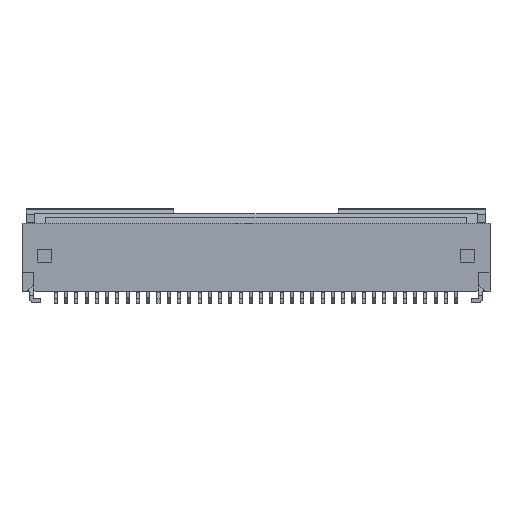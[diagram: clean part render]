
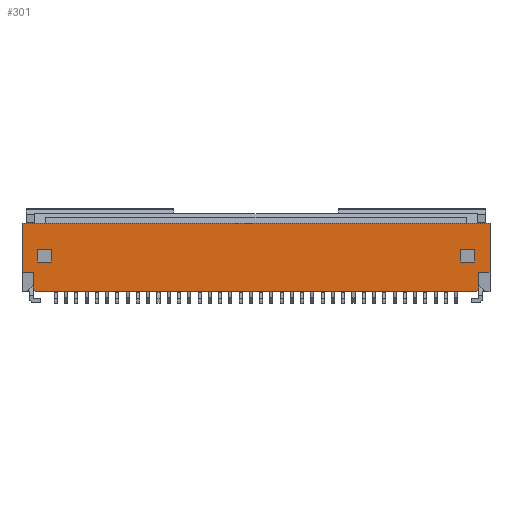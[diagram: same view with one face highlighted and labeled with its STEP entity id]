
A CAD part, top view. The second image highlights one B-rep face of the part: STEP entity #301.
In plain terms, the highlighted planar face has unit normal (0, 0, 1).
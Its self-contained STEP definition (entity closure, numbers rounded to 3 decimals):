
#301=ADVANCED_FACE('',(#1947,#1948,#1949),#1950,.T.);
#1947=FACE_OUTER_BOUND('',#4941,.T.);
#1948=FACE_BOUND('',#4942,.T.);
#1949=FACE_BOUND('',#4943,.T.);
#1950=PLANE('',#4944);
#4941=EDGE_LOOP('',(#8489,#8490,#8491,#8492,#8493,#8494,#8495,#8496,#8497,#8498,#8499,#8500,#8501,#8502));
#4942=EDGE_LOOP('',(#8503,#8504,#8505,#8506));
#4943=EDGE_LOOP('',(#8507,#8508,#8509,#8510));
#4944=AXIS2_PLACEMENT_3D('',#8511,#8512,#8513);
#8489=ORIENTED_EDGE('',*,*,#21260,.F.);
#8490=ORIENTED_EDGE('',*,*,#21261,.T.);
#8491=ORIENTED_EDGE('',*,*,#20995,.T.);
#8492=ORIENTED_EDGE('',*,*,#21262,.T.);
#8493=ORIENTED_EDGE('',*,*,#21263,.T.);
#8494=ORIENTED_EDGE('',*,*,#21264,.T.);
#8495=ORIENTED_EDGE('',*,*,#21265,.T.);
#8496=ORIENTED_EDGE('',*,*,#21254,.T.);
#8497=ORIENTED_EDGE('',*,*,#21195,.F.);
#8498=ORIENTED_EDGE('',*,*,#21266,.F.);
#8499=ORIENTED_EDGE('',*,*,#20959,.T.);
#8500=ORIENTED_EDGE('',*,*,#21251,.T.);
#8501=ORIENTED_EDGE('',*,*,#21267,.F.);
#8502=ORIENTED_EDGE('',*,*,#21268,.F.);
#8503=ORIENTED_EDGE('',*,*,#21269,.F.);
#8504=ORIENTED_EDGE('',*,*,#21270,.F.);
#8505=ORIENTED_EDGE('',*,*,#21271,.T.);
#8506=ORIENTED_EDGE('',*,*,#21272,.T.);
#8507=ORIENTED_EDGE('',*,*,#21273,.F.);
#8508=ORIENTED_EDGE('',*,*,#21274,.F.);
#8509=ORIENTED_EDGE('',*,*,#21275,.T.);
#8510=ORIENTED_EDGE('',*,*,#21276,.T.);
#8511=CARTESIAN_POINT('',(-11.4,3.34,1.4));
#8512=DIRECTION('',(0.0,0.0,1.0));
#8513=DIRECTION('',(1.0,0.0,0.0));
#20959=EDGE_CURVE('',#25614,#25612,#25615,.T.);
#20995=EDGE_CURVE('',#25682,#25683,#25684,.T.);
#21195=EDGE_CURVE('',#26073,#26075,#26076,.T.);
#21251=EDGE_CURVE('',#25612,#26171,#26173,.T.);
#21254=EDGE_CURVE('',#26175,#26075,#26178,.T.);
#21260=EDGE_CURVE('',#26187,#26188,#26189,.T.);
#21261=EDGE_CURVE('',#26187,#25682,#26190,.T.);
#21262=EDGE_CURVE('',#25683,#26191,#26192,.T.);
#21263=EDGE_CURVE('',#26191,#26193,#26194,.T.);
#21264=EDGE_CURVE('',#26193,#26195,#26196,.T.);
#21265=EDGE_CURVE('',#26195,#26175,#26197,.T.);
#21266=EDGE_CURVE('',#25614,#26073,#26198,.T.);
#21267=EDGE_CURVE('',#26199,#26171,#26200,.T.);
#21268=EDGE_CURVE('',#26188,#26199,#26201,.T.);
#21269=EDGE_CURVE('',#26202,#26203,#26204,.T.);
#21270=EDGE_CURVE('',#26205,#26202,#26206,.T.);
#21271=EDGE_CURVE('',#26205,#26207,#26208,.T.);
#21272=EDGE_CURVE('',#26207,#26203,#26209,.T.);
#21273=EDGE_CURVE('',#26210,#26211,#26212,.T.);
#21274=EDGE_CURVE('',#26213,#26210,#26214,.T.);
#21275=EDGE_CURVE('',#26213,#26215,#26216,.T.);
#21276=EDGE_CURVE('',#26215,#26211,#26217,.T.);
#25612=VERTEX_POINT('',#32851);
#25614=VERTEX_POINT('',#32854);
#25615=LINE('',#32855,#32856);
#25682=VERTEX_POINT('',#32957);
#25683=VERTEX_POINT('',#32958);
#25684=LINE('',#32959,#32960);
#26073=VERTEX_POINT('',#33546);
#26075=VERTEX_POINT('',#33549);
#26076=LINE('',#33550,#33551);
#26171=VERTEX_POINT('',#33700);
#26173=LINE('',#33703,#33704);
#26175=VERTEX_POINT('',#33706);
#26178=LINE('',#33711,#33712);
#26187=VERTEX_POINT('',#33726);
#26188=VERTEX_POINT('',#33727);
#26189=LINE('',#33728,#33729);
#26190=LINE('',#33730,#33731);
#26191=VERTEX_POINT('',#33732);
#26192=LINE('',#33733,#33734);
#26193=VERTEX_POINT('',#33735);
#26194=LINE('',#33736,#33737);
#26195=VERTEX_POINT('',#33738);
#26196=LINE('',#33739,#33740);
#26197=LINE('',#33741,#33742);
#26198=LINE('',#33743,#33744);
#26199=VERTEX_POINT('',#33745);
#26200=LINE('',#33746,#33747);
#26201=LINE('',#33748,#33749);
#26202=VERTEX_POINT('',#33750);
#26203=VERTEX_POINT('',#33751);
#26204=LINE('',#33752,#33753);
#26205=VERTEX_POINT('',#33754);
#26206=LINE('',#33755,#33756);
#26207=VERTEX_POINT('',#33757);
#26208=LINE('',#33758,#33759);
#26209=LINE('',#33760,#33761);
#26210=VERTEX_POINT('',#33762);
#26211=VERTEX_POINT('',#33763);
#26212=LINE('',#33764,#33765);
#26213=VERTEX_POINT('',#33766);
#26214=LINE('',#33767,#33768);
#26215=VERTEX_POINT('',#33769);
#26216=LINE('',#33770,#33771);
#26217=LINE('',#33772,#33773);
#32851=CARTESIAN_POINT('',(-11.4,0.94,1.4));
#32854=CARTESIAN_POINT('',(-11.4,3.34,1.4));
#32855=CARTESIAN_POINT('',(-11.4,3.34,1.4));
#32856=VECTOR('',#43887,2.4);
#32957=CARTESIAN_POINT('',(-10.75,0.0,1.4));
#32958=CARTESIAN_POINT('',(10.75,0.0,1.4));
#32959=CARTESIAN_POINT('',(-10.75,0.0,1.4));
#32960=VECTOR('',#43925,21.5);
#33546=CARTESIAN_POINT('',(11.4,3.34,1.4));
#33549=CARTESIAN_POINT('',(11.4,0.94,1.4));
#33550=CARTESIAN_POINT('',(11.4,3.34,1.4));
#33551=VECTOR('',#44127,2.4);
#33700=CARTESIAN_POINT('',(-10.85,0.94,1.4));
#33703=CARTESIAN_POINT('',(-11.4,0.94,1.4));
#33704=VECTOR('',#44183,0.55);
#33706=CARTESIAN_POINT('',(10.85,0.94,1.4));
#33711=CARTESIAN_POINT('',(10.85,0.94,1.4));
#33712=VECTOR('',#44186,0.55);
#33726=CARTESIAN_POINT('',(-10.85,0.1,1.4));
#33727=CARTESIAN_POINT('',(-10.85,0.17,1.4));
#33728=CARTESIAN_POINT('',(-10.85,0.1,1.4));
#33729=VECTOR('',#44192,0.07);
#33730=CARTESIAN_POINT('',(-10.85,0.1,1.4));
#33731=VECTOR('',#44193,0.141);
#33732=CARTESIAN_POINT('',(10.85,0.1,1.4));
#33733=CARTESIAN_POINT('',(10.75,0.0,1.4));
#33734=VECTOR('',#44194,0.141);
#33735=CARTESIAN_POINT('',(10.85,0.17,1.4));
#33736=CARTESIAN_POINT('',(10.85,0.1,1.4));
#33737=VECTOR('',#44195,0.07);
#33738=CARTESIAN_POINT('',(10.85,0.34,1.4));
#33739=CARTESIAN_POINT('',(10.85,0.17,1.4));
#33740=VECTOR('',#44196,0.17);
#33741=CARTESIAN_POINT('',(10.85,0.34,1.4));
#33742=VECTOR('',#44197,0.6);
#33743=CARTESIAN_POINT('',(-11.4,3.34,1.4));
#33744=VECTOR('',#44198,22.8);
#33745=CARTESIAN_POINT('',(-10.85,0.34,1.4));
#33746=CARTESIAN_POINT('',(-10.85,0.34,1.4));
#33747=VECTOR('',#44199,0.6);
#33748=CARTESIAN_POINT('',(-10.85,0.17,1.4));
#33749=VECTOR('',#44200,0.17);
#33750=CARTESIAN_POINT('',(10.65,1.44,1.4));
#33751=CARTESIAN_POINT('',(10.65,2.04,1.4));
#33752=CARTESIAN_POINT('',(10.65,1.44,1.4));
#33753=VECTOR('',#44201,0.6);
#33754=CARTESIAN_POINT('',(9.95,1.44,1.4));
#33755=CARTESIAN_POINT('',(9.95,1.44,1.4));
#33756=VECTOR('',#44202,0.7);
#33757=CARTESIAN_POINT('',(9.95,2.04,1.4));
#33758=CARTESIAN_POINT('',(9.95,1.44,1.4));
#33759=VECTOR('',#44203,0.6);
#33760=CARTESIAN_POINT('',(9.95,2.04,1.4));
#33761=VECTOR('',#44204,0.7);
#33762=CARTESIAN_POINT('',(-9.95,1.44,1.4));
#33763=CARTESIAN_POINT('',(-9.95,2.04,1.4));
#33764=CARTESIAN_POINT('',(-9.95,1.44,1.4));
#33765=VECTOR('',#44205,0.6);
#33766=CARTESIAN_POINT('',(-10.65,1.44,1.4));
#33767=CARTESIAN_POINT('',(-10.65,1.44,1.4));
#33768=VECTOR('',#44206,0.7);
#33769=CARTESIAN_POINT('',(-10.65,2.04,1.4));
#33770=CARTESIAN_POINT('',(-10.65,1.44,1.4));
#33771=VECTOR('',#44207,0.6);
#33772=CARTESIAN_POINT('',(-10.65,2.04,1.4));
#33773=VECTOR('',#44208,0.7);
#43887=DIRECTION('',(0.0,-1.0,0.0));
#43925=DIRECTION('',(1.0,0.0,0.0));
#44127=DIRECTION('',(0.0,-1.0,0.0));
#44183=DIRECTION('',(1.0,0.0,0.0));
#44186=DIRECTION('',(1.0,0.0,0.0));
#44192=DIRECTION('',(0.,1.0,0.0));
#44193=DIRECTION('',(0.707,-0.707,0.0));
#44194=DIRECTION('',(0.707,0.707,0.0));
#44195=DIRECTION('',(0.0,1.0,0.0));
#44196=DIRECTION('',(0.,1.0,0.0));
#44197=DIRECTION('',(0.0,1.0,0.0));
#44198=DIRECTION('',(1.0,0.0,0.0));
#44199=DIRECTION('',(0.0,1.0,0.0));
#44200=DIRECTION('',(0.,1.0,0.0));
#44201=DIRECTION('',(0.0,1.0,0.0));
#44202=DIRECTION('',(1.0,0.0,0.0));
#44203=DIRECTION('',(0.0,1.0,0.0));
#44204=DIRECTION('',(1.0,0.0,0.0));
#44205=DIRECTION('',(0.0,1.0,0.0));
#44206=DIRECTION('',(1.0,0.0,0.0));
#44207=DIRECTION('',(0.0,1.0,0.0));
#44208=DIRECTION('',(1.0,0.0,0.0));
